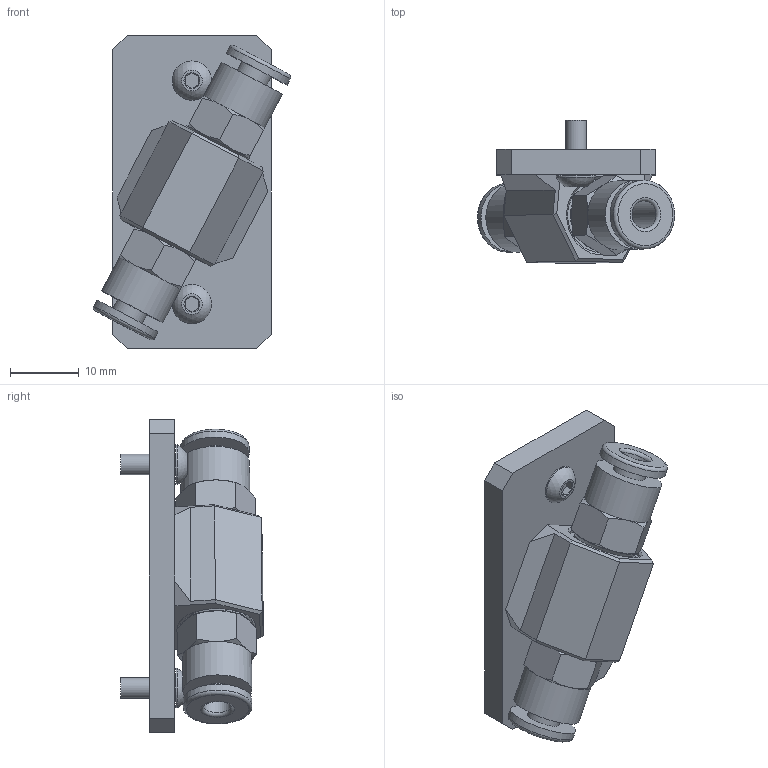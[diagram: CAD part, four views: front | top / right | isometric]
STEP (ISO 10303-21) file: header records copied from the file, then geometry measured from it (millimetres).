
FILE_DESCRIPTION(/* description */ (''),/* implementation_level */ '2;1');
FILE_NAME(/* name */ 'Bowden Coupler M10.step',/* time_stamp */ '2023-12-23T02:41:24Z',/* author */ (''),/* organization */ (''),/* preprocessor_version */ 'ST-DEVELOPER v19.2',/* originating_system */ 'Autodesk Translation Framework v12.6.0.85',/* authorisation */ '');
FILE_SCHEMA (('AUTOMOTIVE_DESIGN { 1 0 10303 214 3 1 1 }'));
Length unit declared in the file: millimetre
Products named in the file (5): Bowden Coupler; Hardware; M3 8mm Button Screw; 5787K14_Universal-Thread Push-to-Connect Tube Fitting; Bowden Coupler_1
Assembly tree (6 placements, depth 3):
  Bowden Coupler
    Hardware
      M3 8mm Button Screw  x2
      5787K14_Universal-Thread Push-to-Connect Tube Fitting  x2
    Bowden Coupler_1
Bounding box: 28.64 x 20.72 x 45.53 mm (x, y, z)
Volume: 7982.4 mm3; surface area: 6355.7 mm2
Topology: 5 solids, 5 shells, 194 faces, 440 edges, 275 vertices
Faces by surface type: plane 77, cone 60, cylinder 41, bspline 10, torus 4, sphere 2
Full cylindrical faces by diameter (mm): 3 x4, 3.3 x2, 4 x2, 4.441 x1, 4.8 x2, 5.7 x2, 8.726 x6, 10 x4, 10.198 x8, 10.651 x2
Entity records: 8546 total; most frequent: CARTESIAN_POINT 5533, ORIENTED_EDGE 618, DIRECTION 549, EDGE_CURVE 309, AXIS2_PLACEMENT_3D 209, VERTEX_POINT 196, EDGE_LOOP 151, FACE_OUTER_BOUND 131
